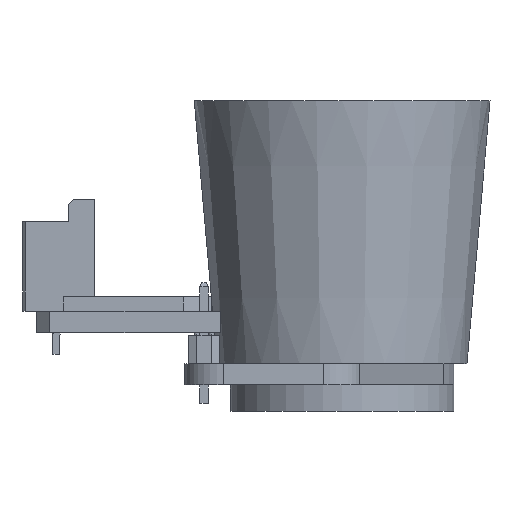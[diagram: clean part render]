
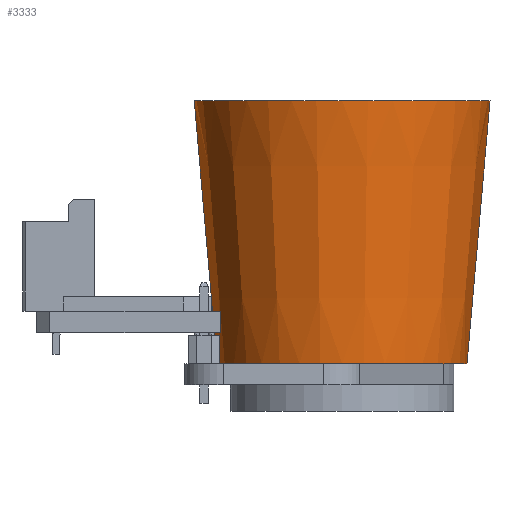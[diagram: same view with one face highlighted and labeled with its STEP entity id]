
A CAD part, front view. The second image highlights one B-rep face of the part: STEP entity #3333.
In plain terms, the highlighted conical face has half-angle 5 degrees and reference radius 9.5 mm.
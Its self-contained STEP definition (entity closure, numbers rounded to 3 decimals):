
#171 = DIRECTION ( 'NONE',  ( -0.087, 0., 0.996 ) ) ;
#486 = CARTESIAN_POINT ( 'NONE',  ( 0., 0., 0. ) ) ;
#1120 = CIRCLE ( 'NONE', #12968, 9.5 ) ;
#1343 = LINE ( 'NONE', #6657, #16662 ) ;
#1762 = DIRECTION ( 'NONE',  ( 1., 0., 0. ) ) ;
#1765 = DIRECTION ( 'NONE',  ( 1., 0., 0. ) ) ;
#2282 = VERTEX_POINT ( 'NONE', #11626 ) ;
#2950 = ORIENTED_EDGE ( 'NONE', *, *, #9415, .T. ) ;
#3248 = CARTESIAN_POINT ( 'NONE',  ( 11.25, 0., 20. ) ) ;
#3333 = ADVANCED_FACE ( 'NONE', ( #7573 ), #14605, .T. ) ;
#3336 = VERTEX_POINT ( 'NONE', #3248 ) ;
#4237 = EDGE_LOOP ( 'NONE', ( #9959, #2950, #7773, #16298 ) ) ;
#4422 = DIRECTION ( 'NONE',  ( 0., 0., 1. ) ) ;
#5671 = DIRECTION ( 'NONE',  ( 0., 0., 1. ) ) ;
#6545 = EDGE_CURVE ( 'NONE', #12140, #3336, #10007, .T. ) ;
#6657 = CARTESIAN_POINT ( 'NONE',  ( -9.5, 0., 0. ) ) ;
#7573 = FACE_OUTER_BOUND ( 'NONE', #4237, .T. ) ;
#7773 = ORIENTED_EDGE ( 'NONE', *, *, #16238, .T. ) ;
#8122 = AXIS2_PLACEMENT_3D ( 'NONE', #486, #16669, #12941 ) ;
#8903 = VECTOR ( 'NONE', #13239, 1000. ) ;
#9065 = EDGE_CURVE ( 'NONE', #2282, #12140, #1343, .T. ) ;
#9158 = AXIS2_PLACEMENT_3D ( 'NONE', #13948, #4422, #1762 ) ;
#9415 = EDGE_CURVE ( 'NONE', #2282, #13183, #1120, .T. ) ;
#9670 = CARTESIAN_POINT ( 'NONE',  ( 0., 0., 0. ) ) ;
#9959 = ORIENTED_EDGE ( 'NONE', *, *, #9065, .F. ) ;
#10007 = CIRCLE ( 'NONE', #9158, 11.25 ) ;
#11445 = CARTESIAN_POINT ( 'NONE',  ( -11.25, 0., 20. ) ) ;
#11542 = CARTESIAN_POINT ( 'NONE',  ( 9.5, 0., 0. ) ) ;
#11626 = CARTESIAN_POINT ( 'NONE',  ( -9.5, 0., 0. ) ) ;
#12140 = VERTEX_POINT ( 'NONE', #11445 ) ;
#12941 = DIRECTION ( 'NONE',  ( 1., 0., 0. ) ) ;
#12968 = AXIS2_PLACEMENT_3D ( 'NONE', #9670, #5671, #1765 ) ;
#13183 = VERTEX_POINT ( 'NONE', #17290 ) ;
#13239 = DIRECTION ( 'NONE',  ( 0.087, 0., 0.996 ) ) ;
#13948 = CARTESIAN_POINT ( 'NONE',  ( 0., 0., 20. ) ) ;
#14291 = LINE ( 'NONE', #11542, #8903 ) ;
#14605 = CONICAL_SURFACE ( 'NONE', #8122, 9.5, 0.087 ) ;
#16238 = EDGE_CURVE ( 'NONE', #13183, #3336, #14291, .T. ) ;
#16298 = ORIENTED_EDGE ( 'NONE', *, *, #6545, .F. ) ;
#16662 = VECTOR ( 'NONE', #171, 1000. ) ;
#16669 = DIRECTION ( 'NONE',  ( 0., 0., 1. ) ) ;
#17290 = CARTESIAN_POINT ( 'NONE',  ( 9.5, 0., 0. ) ) ;
